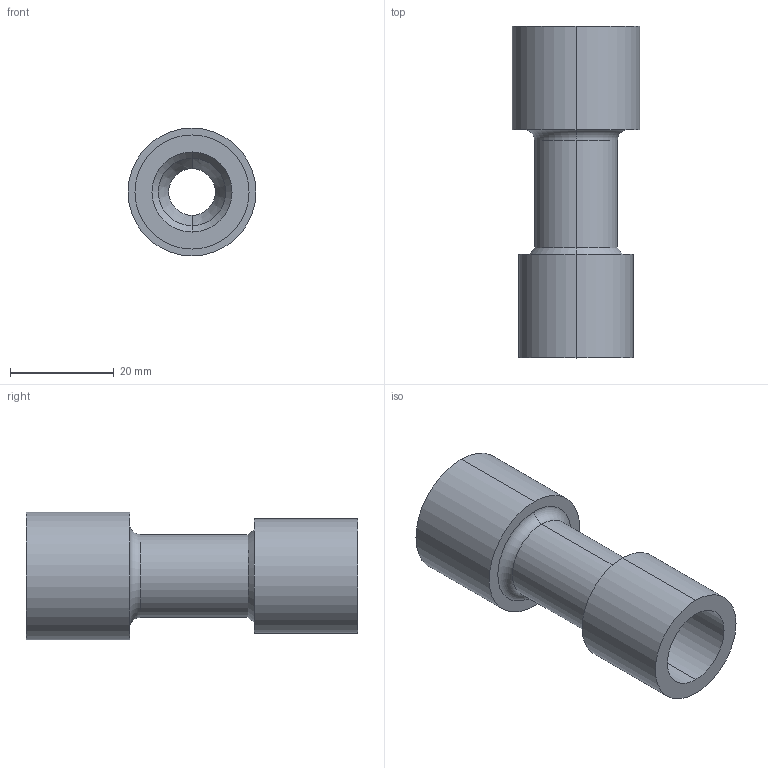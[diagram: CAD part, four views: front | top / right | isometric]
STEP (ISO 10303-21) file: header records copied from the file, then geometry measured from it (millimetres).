
FILE_DESCRIPTION (( 'STEP AP203' ), '1' );
FILE_NAME ('venturi_design_ver001.STEP', '2020-03-21T21:19:19', ( '' ), ( '' ), 'SwSTEP 2.0', 'SolidWorks 2018', '' );
FILE_SCHEMA (( 'CONFIG_CONTROL_DESIGN' ));
Length unit declared in the file: millimetre
Products named in the file (1): venturi_design_ver001
Bounding box: 24.66 x 64 x 24.66 mm (x, y, z)
Volume: 9838.1 mm3; surface area: 9757.8 mm2
Topology: 1 solids, 1 shells, 38 faces, 76 edges, 44 vertices
Faces by surface type: cylinder 18, cone 8, torus 6, plane 6
Entity records: 1071 total; most frequent: DIRECTION 204, CARTESIAN_POINT 159, ORIENTED_EDGE 152, AXIS2_PLACEMENT_3D 89, EDGE_CURVE 76, CIRCLE 50, VERTEX_POINT 44, EDGE_LOOP 44
